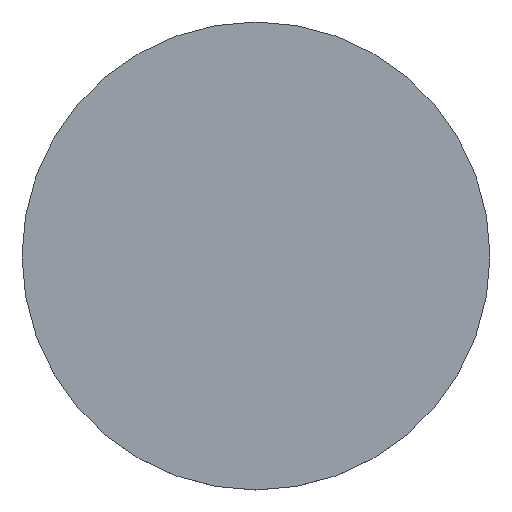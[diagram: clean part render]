
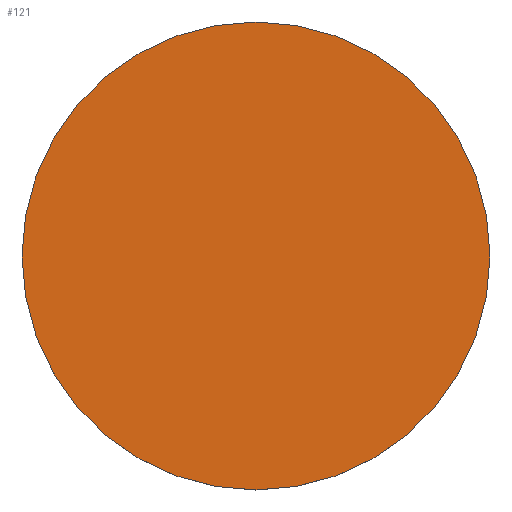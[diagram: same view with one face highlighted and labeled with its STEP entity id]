
A CAD part, top view. The second image highlights one B-rep face of the part: STEP entity #121.
In plain terms, the highlighted planar face has unit normal (0, 0, 1).
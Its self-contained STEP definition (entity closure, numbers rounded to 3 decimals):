
#1 = AXIS2_PLACEMENT_3D ( 'NONE', #29, #32, #14 ) ;
#2 = PLANE ( 'NONE',  #1 ) ;
#8 = VERTEX_POINT ( 'NONE', #157 ) ;
#9 = DIRECTION ( 'NONE',  ( 0., 0., 1. ) ) ;
#12 = DIRECTION ( 'NONE',  ( 1., 0., 0. ) ) ;
#14 = DIRECTION ( 'NONE',  ( 1., 0., 0. ) ) ;
#29 = CARTESIAN_POINT ( 'NONE',  ( 0., 0., 1. ) ) ;
#32 = DIRECTION ( 'NONE',  ( 0., 0., 1. ) ) ;
#51 = EDGE_CURVE ( 'NONE', #8, #103, #105, .T. ) ;
#55 = CARTESIAN_POINT ( 'NONE',  ( 0., 0., 1. ) ) ;
#76 = ORIENTED_EDGE ( 'NONE', *, *, #51, .T. ) ;
#80 = DIRECTION ( 'NONE',  ( 1., 0., 0. ) ) ;
#89 = FACE_OUTER_BOUND ( 'NONE', #104, .T. ) ;
#97 = EDGE_CURVE ( 'NONE', #103, #8, #163, .T. ) ;
#103 = VERTEX_POINT ( 'NONE', #170 ) ;
#104 = EDGE_LOOP ( 'NONE', ( #161, #76 ) ) ;
#105 = CIRCLE ( 'NONE', #139, 12.5 ) ;
#111 = CARTESIAN_POINT ( 'NONE',  ( 0., 0., 1. ) ) ;
#121 = ADVANCED_FACE ( 'NONE', ( #89 ), #2, .T. ) ;
#139 = AXIS2_PLACEMENT_3D ( 'NONE', #55, #145, #80 ) ;
#145 = DIRECTION ( 'NONE',  ( 0., 0., 1. ) ) ;
#148 = AXIS2_PLACEMENT_3D ( 'NONE', #111, #9, #12 ) ;
#157 = CARTESIAN_POINT ( 'NONE',  ( 12.5, 0., 1. ) ) ;
#161 = ORIENTED_EDGE ( 'NONE', *, *, #97, .T. ) ;
#163 = CIRCLE ( 'NONE', #148, 12.5 ) ;
#170 = CARTESIAN_POINT ( 'NONE',  ( -12.5, 0., 1. ) ) ;
